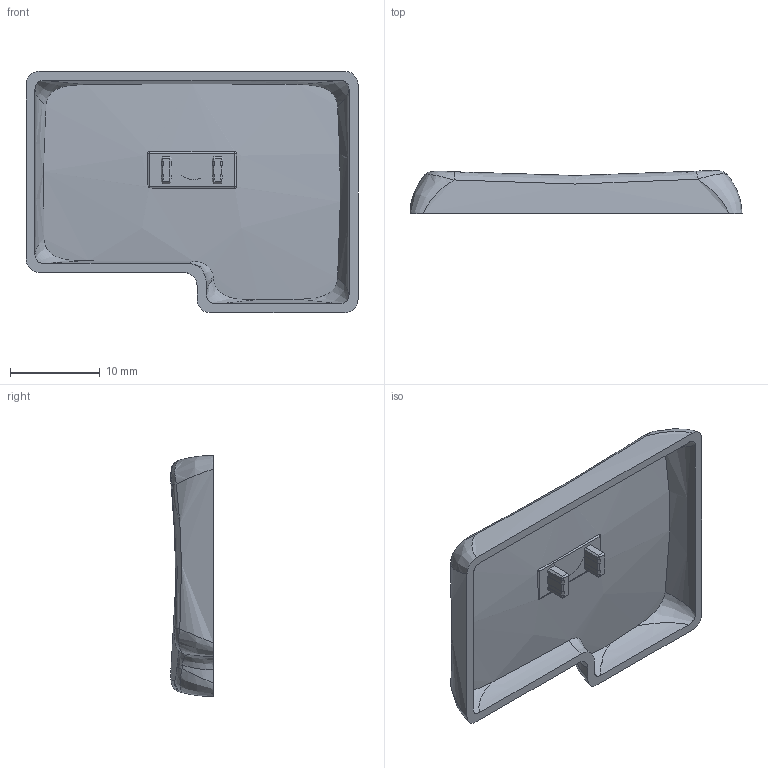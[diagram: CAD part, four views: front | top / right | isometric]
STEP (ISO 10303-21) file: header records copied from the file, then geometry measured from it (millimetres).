
FILE_DESCRIPTION(/* description */ (''),/* implementation_level */ '2;1');
FILE_NAME(/* name */ 'iso.step',/* time_stamp */ '2022-10-24T17:52:49+03:00',/* author */ (''),/* organization */ (''),/* preprocessor_version */ 'ST-DEVELOPER v19.2',/* originating_system */ 'Autodesk Translation Framework v11.17.0.187',/* authorisation */ '');
FILE_SCHEMA (('AUTOMOTIVE_DESIGN { 1 0 10303 214 3 1 1 }'));
Length unit declared in the file: millimetre
Products named in the file (1): iso
Bounding box: 36.97 x 4.77 x 26.85 mm (x, y, z)
Volume: 1353.9 mm3; surface area: 2545.4 mm2
Topology: 1 solids, 1 shells, 131 faces, 335 edges, 210 vertices
Faces by surface type: plane 84, bspline 39, sphere 4, cylinder 4
Entity records: 6189 total; most frequent: CARTESIAN_POINT 3279, ORIENTED_EDGE 670, DIRECTION 452, EDGE_CURVE 335, LINE 226, VECTOR 226, VERTEX_POINT 210, EDGE_LOOP 135
